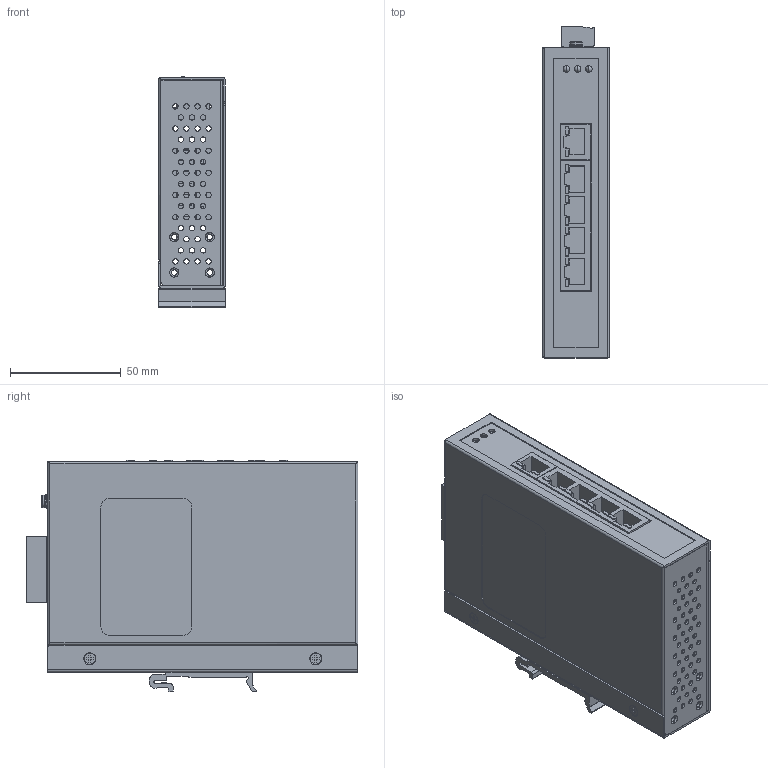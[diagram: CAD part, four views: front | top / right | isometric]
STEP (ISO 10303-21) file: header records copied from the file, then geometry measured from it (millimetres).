
FILE_DESCRIPTION (( 'STEP AP214' ), '1' );
FILE_NAME ('LEONTON_EG2-0500_3D sr1 solid but 19 bad faces1 extTB1a coord fxt sr1.STEP', '2023-07-10T17:07:08', ( '' ), ( '' ), 'SwSTEP 2.0', 'SolidWorks 2021', '' );
FILE_SCHEMA (( 'AUTOMOTIVE_DESIGN' ));
Length unit declared in the file: inch
Products named in the file (1): LEONTON_EG2-0500_3D sr1 solid but 19 bad faces1 extTB1a coord fxt sr1
Bounding box: 30 x 149.77 x 104.3 mm (x, y, z)
Volume: 69638.8 mm3; surface area: 104429.2 mm2
Topology: 14 solids, 14 shells, 1806 faces, 4742 edges, 3045 vertices
Faces by surface type: plane 845, cylinder 721, bspline 176, cone 64
Entity records: 63291 total; most frequent: CARTESIAN_POINT 18332, ORIENTED_EDGE 9416, DIRECTION 9240, EDGE_CURVE 4708, AXIS2_PLACEMENT_3D 3227, VERTEX_POINT 3045, VECTOR 2786, LINE 2786
